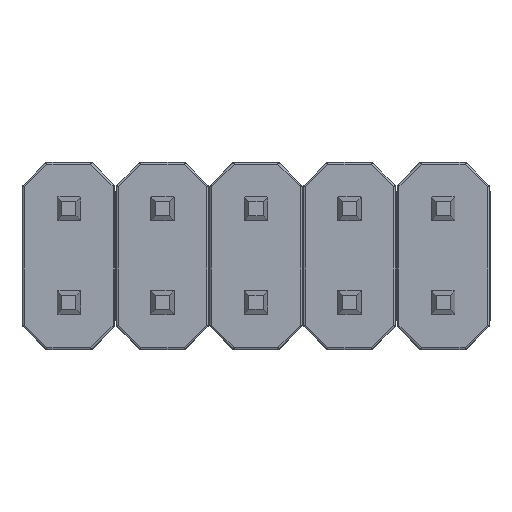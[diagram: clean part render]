
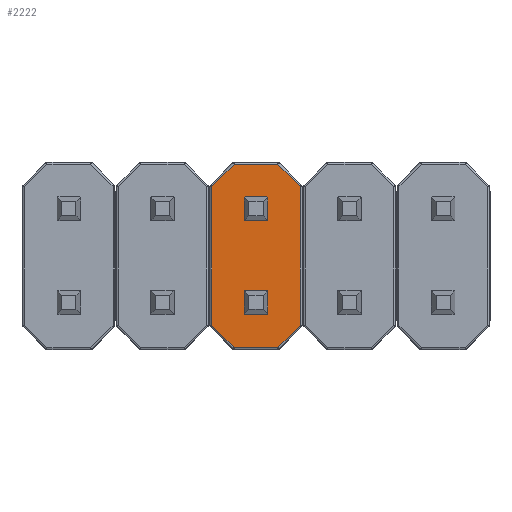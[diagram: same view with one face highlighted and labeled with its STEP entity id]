
A CAD part, top view. The second image highlights one B-rep face of the part: STEP entity #2222.
In plain terms, the highlighted planar face has unit normal (0, 0, 1).
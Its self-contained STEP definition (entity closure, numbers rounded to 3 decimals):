
#100=FACE_BOUND('',#394,.T.);
#101=FACE_BOUND('',#395,.T.);
#271=FACE_OUTER_BOUND('',#393,.T.);
#393=EDGE_LOOP('',(#1722,#1723,#1724,#1725,#1726,#1727,#1728,#1729));
#394=EDGE_LOOP('',(#1730,#1731,#1732,#1733,#1734,#1735,#1736,#1737,#1738,
#1739,#1740,#1741));
#395=EDGE_LOOP('',(#1742,#1743,#1744,#1745,#1746,#1747,#1748,#1749,#1750,
#1751,#1752,#1753));
#434=LINE('',#3182,#650);
#442=LINE('',#3200,#658);
#450=LINE('',#3218,#666);
#461=LINE('',#3248,#677);
#488=LINE('',#3317,#704);
#491=LINE('',#3323,#707);
#492=LINE('',#3325,#708);
#494=LINE('',#3328,#710);
#496=LINE('',#3332,#712);
#501=LINE('',#3341,#717);
#503=LINE('',#3347,#719);
#509=LINE('',#3359,#725);
#511=LINE('',#3365,#727);
#517=LINE('',#3377,#733);
#519=LINE('',#3382,#735);
#523=LINE('',#3389,#739);
#525=LINE('',#3394,#741);
#529=LINE('',#3401,#745);
#556=LINE('',#3524,#772);
#559=LINE('',#3556,#775);
#562=LINE('',#3579,#778);
#563=LINE('',#3587,#779);
#565=LINE('',#3590,#781);
#568=LINE('',#3596,#784);
#580=LINE('',#3614,#796);
#587=LINE('',#3625,#803);
#594=LINE('',#3638,#810);
#595=LINE('',#3639,#811);
#596=LINE('',#3640,#812);
#597=LINE('',#3641,#813);
#598=LINE('',#3642,#814);
#599=LINE('',#3643,#815);
#650=VECTOR('',#2534,10.);
#658=VECTOR('',#2546,10.);
#666=VECTOR('',#2558,10.);
#677=VECTOR('',#2585,10.);
#704=VECTOR('',#2662,10.);
#707=VECTOR('',#2667,10.);
#708=VECTOR('',#2670,10.);
#710=VECTOR('',#2674,10.);
#712=VECTOR('',#2678,10.);
#717=VECTOR('',#2685,10.);
#719=VECTOR('',#2689,10.);
#725=VECTOR('',#2697,10.);
#727=VECTOR('',#2701,10.);
#733=VECTOR('',#2709,10.);
#735=VECTOR('',#2713,10.);
#739=VECTOR('',#2719,10.);
#741=VECTOR('',#2723,10.);
#745=VECTOR('',#2729,10.);
#772=VECTOR('',#2860,10.);
#775=VECTOR('',#2899,10.);
#778=VECTOR('',#2928,10.);
#779=VECTOR('',#2939,10.);
#781=VECTOR('',#2943,10.);
#784=VECTOR('',#2952,10.);
#796=VECTOR('',#2976,10.);
#803=VECTOR('',#2991,10.);
#810=VECTOR('',#3010,10.);
#811=VECTOR('',#3011,10.);
#812=VECTOR('',#3012,10.);
#813=VECTOR('',#3013,10.);
#814=VECTOR('',#3014,10.);
#815=VECTOR('',#3015,10.);
#866=VERTEX_POINT('',#3180);
#867=VERTEX_POINT('',#3181);
#874=VERTEX_POINT('',#3198);
#875=VERTEX_POINT('',#3199);
#882=VERTEX_POINT('',#3216);
#883=VERTEX_POINT('',#3217);
#888=VERTEX_POINT('',#3231);
#894=VERTEX_POINT('',#3247);
#911=VERTEX_POINT('',#3315);
#913=VERTEX_POINT('',#3321);
#914=VERTEX_POINT('',#3331);
#917=VERTEX_POINT('',#3339);
#918=VERTEX_POINT('',#3343);
#920=VERTEX_POINT('',#3346);
#923=VERTEX_POINT('',#3353);
#925=VERTEX_POINT('',#3357);
#926=VERTEX_POINT('',#3361);
#928=VERTEX_POINT('',#3364);
#931=VERTEX_POINT('',#3371);
#933=VERTEX_POINT('',#3375);
#934=VERTEX_POINT('',#3379);
#937=VERTEX_POINT('',#3386);
#938=VERTEX_POINT('',#3391);
#941=VERTEX_POINT('',#3398);
#974=VERTEX_POINT('',#3492);
#979=VERTEX_POINT('',#3505);
#985=VERTEX_POINT('',#3519);
#991=VERTEX_POINT('',#3539);
#996=VERTEX_POINT('',#3552);
#1001=VERTEX_POINT('',#3568);
#1003=VERTEX_POINT('',#3574);
#1005=VERTEX_POINT('',#3583);
#1042=EDGE_CURVE('',#866,#867,#434,.T.);
#1050=EDGE_CURVE('',#874,#875,#442,.T.);
#1058=EDGE_CURVE('',#882,#883,#450,.T.);
#1074=EDGE_CURVE('',#894,#888,#461,.T.);
#1112=EDGE_CURVE('',#888,#911,#488,.T.);
#1115=EDGE_CURVE('',#867,#913,#491,.T.);
#1116=EDGE_CURVE('',#911,#866,#492,.T.);
#1118=EDGE_CURVE('',#913,#874,#494,.T.);
#1120=EDGE_CURVE('',#914,#882,#496,.T.);
#1125=EDGE_CURVE('',#883,#917,#501,.T.);
#1127=EDGE_CURVE('',#920,#918,#503,.T.);
#1133=EDGE_CURVE('',#923,#925,#509,.T.);
#1135=EDGE_CURVE('',#928,#926,#511,.T.);
#1141=EDGE_CURVE('',#931,#933,#517,.T.);
#1143=EDGE_CURVE('',#933,#934,#519,.T.);
#1147=EDGE_CURVE('',#937,#920,#523,.T.);
#1149=EDGE_CURVE('',#925,#938,#525,.T.);
#1153=EDGE_CURVE('',#941,#928,#529,.T.);
#1212=EDGE_CURVE('',#974,#985,#556,.T.);
#1227=EDGE_CURVE('',#985,#996,#559,.T.);
#1239=EDGE_CURVE('',#996,#1003,#562,.T.);
#1243=EDGE_CURVE('',#1003,#1005,#563,.T.);
#1245=EDGE_CURVE('',#1005,#1001,#565,.T.);
#1248=EDGE_CURVE('',#1001,#991,#568,.T.);
#1260=EDGE_CURVE('',#991,#979,#580,.T.);
#1267=EDGE_CURVE('',#979,#974,#587,.T.);
#1274=EDGE_CURVE('',#875,#914,#594,.T.);
#1275=EDGE_CURVE('',#917,#894,#595,.T.);
#1276=EDGE_CURVE('',#937,#934,#596,.T.);
#1277=EDGE_CURVE('',#923,#918,#597,.T.);
#1278=EDGE_CURVE('',#941,#938,#598,.T.);
#1279=EDGE_CURVE('',#931,#926,#599,.T.);
#1722=ORIENTED_EDGE('',*,*,#1212,.F.);
#1723=ORIENTED_EDGE('',*,*,#1267,.F.);
#1724=ORIENTED_EDGE('',*,*,#1260,.F.);
#1725=ORIENTED_EDGE('',*,*,#1248,.F.);
#1726=ORIENTED_EDGE('',*,*,#1245,.F.);
#1727=ORIENTED_EDGE('',*,*,#1243,.F.);
#1728=ORIENTED_EDGE('',*,*,#1239,.F.);
#1729=ORIENTED_EDGE('',*,*,#1227,.F.);
#1730=ORIENTED_EDGE('',*,*,#1116,.T.);
#1731=ORIENTED_EDGE('',*,*,#1042,.T.);
#1732=ORIENTED_EDGE('',*,*,#1115,.T.);
#1733=ORIENTED_EDGE('',*,*,#1118,.T.);
#1734=ORIENTED_EDGE('',*,*,#1050,.T.);
#1735=ORIENTED_EDGE('',*,*,#1274,.T.);
#1736=ORIENTED_EDGE('',*,*,#1120,.T.);
#1737=ORIENTED_EDGE('',*,*,#1058,.T.);
#1738=ORIENTED_EDGE('',*,*,#1125,.T.);
#1739=ORIENTED_EDGE('',*,*,#1275,.T.);
#1740=ORIENTED_EDGE('',*,*,#1074,.T.);
#1741=ORIENTED_EDGE('',*,*,#1112,.T.);
#1742=ORIENTED_EDGE('',*,*,#1143,.T.);
#1743=ORIENTED_EDGE('',*,*,#1276,.F.);
#1744=ORIENTED_EDGE('',*,*,#1147,.T.);
#1745=ORIENTED_EDGE('',*,*,#1127,.T.);
#1746=ORIENTED_EDGE('',*,*,#1277,.F.);
#1747=ORIENTED_EDGE('',*,*,#1133,.T.);
#1748=ORIENTED_EDGE('',*,*,#1149,.T.);
#1749=ORIENTED_EDGE('',*,*,#1278,.F.);
#1750=ORIENTED_EDGE('',*,*,#1153,.T.);
#1751=ORIENTED_EDGE('',*,*,#1135,.T.);
#1752=ORIENTED_EDGE('',*,*,#1279,.F.);
#1753=ORIENTED_EDGE('',*,*,#1141,.T.);
#1985=PLANE('',#2468);
#2222=ADVANCED_FACE('',(#271,#100,#101),#1985,.T.);
#2468=AXIS2_PLACEMENT_3D('',#3637,#3008,#3009);
#2534=DIRECTION('',(0.,-1.,0.));
#2546=DIRECTION('',(-1.,0.,0.));
#2558=DIRECTION('',(0.,1.,0.));
#2585=DIRECTION('',(1.,0.,0.));
#2662=DIRECTION('',(1.,0.,0.));
#2667=DIRECTION('',(0.,-1.,0.));
#2670=DIRECTION('',(0.,-1.,0.));
#2674=DIRECTION('',(-1.,0.,0.));
#2678=DIRECTION('',(0.,1.,0.));
#2685=DIRECTION('',(0.,1.,0.));
#2689=DIRECTION('',(1.,0.,0.));
#2697=DIRECTION('',(1.,0.,0.));
#2701=DIRECTION('',(-1.,0.,0.));
#2709=DIRECTION('',(-1.,0.,0.));
#2713=DIRECTION('',(0.,1.,0.));
#2719=DIRECTION('',(0.,1.,0.));
#2723=DIRECTION('',(0.,-1.,0.));
#2729=DIRECTION('',(0.,-1.,0.));
#2860=DIRECTION('',(0.707,0.707,0.));
#2899=DIRECTION('',(1.,0.,0.));
#2928=DIRECTION('',(0.707,-0.707,0.));
#2939=DIRECTION('',(0.,-1.,0.));
#2943=DIRECTION('',(-0.707,-0.707,0.));
#2952=DIRECTION('',(-1.,0.,0.));
#2976=DIRECTION('',(-0.707,0.707,0.));
#2991=DIRECTION('',(0.,1.,0.));
#3008=DIRECTION('center_axis',(0.,0.,
1.));
#3009=DIRECTION('ref_axis',(1.,0.,0.));
#3010=DIRECTION('',(-1.,0.,0.));
#3011=DIRECTION('',(1.,0.,0.));
#3012=DIRECTION('',(0.,-1.,0.));
#3013=DIRECTION('',(-1.,0.,0.));
#3014=DIRECTION('',(0.,1.,0.));
#3015=DIRECTION('',(1.,0.,0.));
#3180=CARTESIAN_POINT('',(0.32,2.832,2.5));
#3181=CARTESIAN_POINT('',(0.32,2.243,2.5));
#3182=CARTESIAN_POINT('',(0.32,2.063,2.5));
#3198=CARTESIAN_POINT('',(0.295,2.218,2.5));
#3199=CARTESIAN_POINT('',(-0.295,2.218,2.5));
#3200=CARTESIAN_POINT('',(0.16,2.218,2.5));
#3216=CARTESIAN_POINT('',(-0.32,2.243,2.5));
#3217=CARTESIAN_POINT('',(-0.32,2.832,2.5));
#3218=CARTESIAN_POINT('',(-0.32,1.743,2.5));
#3231=CARTESIAN_POINT('',(0.295,2.858,2.5));
#3247=CARTESIAN_POINT('',(-0.295,2.858,2.5));
#3248=CARTESIAN_POINT('',(-0.16,2.858,2.5));
#3315=CARTESIAN_POINT('',(0.32,2.858,2.5));
#3317=CARTESIAN_POINT('',(-0.16,2.858,2.5));
#3321=CARTESIAN_POINT('',(0.32,2.218,2.5));
#3323=CARTESIAN_POINT('',(0.32,2.063,2.5));
#3325=CARTESIAN_POINT('',(0.32,2.063,2.5));
#3328=CARTESIAN_POINT('',(0.16,2.218,2.5));
#3331=CARTESIAN_POINT('',(-0.32,2.218,2.5));
#3332=CARTESIAN_POINT('',(-0.32,1.743,2.5));
#3339=CARTESIAN_POINT('',(-0.32,2.858,2.5));
#3341=CARTESIAN_POINT('',(-0.32,1.743,2.5));
#3343=CARTESIAN_POINT('',(-0.295,0.318,2.5));
#3346=CARTESIAN_POINT('',(-0.32,0.317,2.5));
#3347=CARTESIAN_POINT('',(-0.16,0.317,2.5));
#3353=CARTESIAN_POINT('',(0.295,0.317,2.5));
#3357=CARTESIAN_POINT('',(0.32,0.317,2.5));
#3359=CARTESIAN_POINT('',(-0.16,0.317,2.5));
#3361=CARTESIAN_POINT('',(0.295,-0.323,2.5));
#3364=CARTESIAN_POINT('',(0.32,-0.323,2.5));
#3365=CARTESIAN_POINT('',(0.16,-0.323,2.5));
#3371=CARTESIAN_POINT('',(-0.295,-0.323,2.5));
#3375=CARTESIAN_POINT('',(-0.32,-0.323,2.5));
#3377=CARTESIAN_POINT('',(0.16,-0.323,2.5));
#3379=CARTESIAN_POINT('',(-0.32,-0.297,2.5));
#3382=CARTESIAN_POINT('',(-0.32,0.472,2.5));
#3386=CARTESIAN_POINT('',(-0.32,0.292,2.5));
#3389=CARTESIAN_POINT('',(-0.32,0.472,2.5));
#3391=CARTESIAN_POINT('',(0.32,0.292,2.5));
#3394=CARTESIAN_POINT('',(0.32,0.792,2.5));
#3398=CARTESIAN_POINT('',(0.32,-0.297,2.5));
#3401=CARTESIAN_POINT('',(0.32,0.792,2.5));
#3492=CARTESIAN_POINT('',(-1.2,3.152,2.5));
#3505=CARTESIAN_POINT('',(-1.2,-0.617,2.5));
#3519=CARTESIAN_POINT('',(-0.594,3.758,2.5));
#3524=CARTESIAN_POINT('',(-1.22,3.132,2.5));
#3539=CARTESIAN_POINT('',(-0.594,-1.223,2.5));
#3552=CARTESIAN_POINT('',(0.594,3.758,2.5));
#3556=CARTESIAN_POINT('',(0.625,3.758,2.5));
#3568=CARTESIAN_POINT('',(0.594,-1.223,2.5));
#3574=CARTESIAN_POINT('',(1.2,3.152,2.5));
#3579=CARTESIAN_POINT('',(1.22,3.132,2.5));
#3583=CARTESIAN_POINT('',(1.2,-0.617,2.5));
#3587=CARTESIAN_POINT('',(1.2,-0.003,2.5));
#3590=CARTESIAN_POINT('',(1.22,-0.597,2.5));
#3596=CARTESIAN_POINT('',(-0.625,-1.223,2.5));
#3614=CARTESIAN_POINT('',(-1.22,-0.597,2.5));
#3625=CARTESIAN_POINT('',(-1.2,2.538,2.5));
#3637=CARTESIAN_POINT('Origin',(0.,1.268,2.5));
#3638=CARTESIAN_POINT('',(0.16,2.218,2.5));
#3639=CARTESIAN_POINT('',(-0.16,2.858,2.5));
#3640=CARTESIAN_POINT('',(-0.32,0.632,2.5));
#3641=CARTESIAN_POINT('',(0.,0.318,2.5));
#3642=CARTESIAN_POINT('',(0.32,0.632,2.5));
#3643=CARTESIAN_POINT('',(0.,-0.323,2.5));
